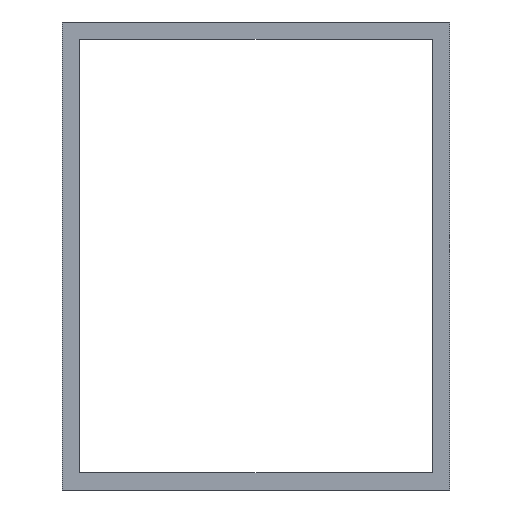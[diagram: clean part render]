
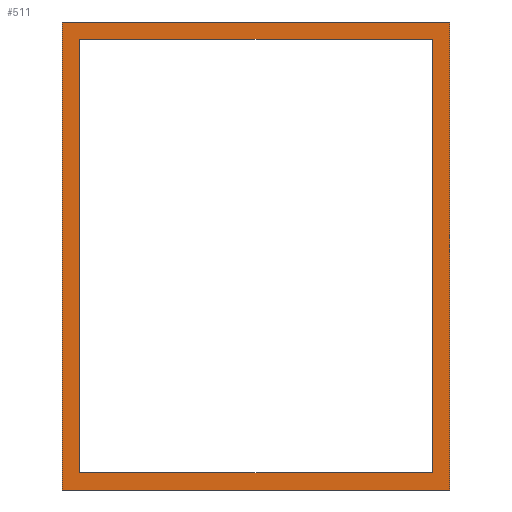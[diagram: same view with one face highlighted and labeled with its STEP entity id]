
A CAD part, front view. The second image highlights one B-rep face of the part: STEP entity #511.
In plain terms, the highlighted planar face has unit normal (0, -1, 0).
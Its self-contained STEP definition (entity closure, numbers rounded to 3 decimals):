
#15=FACE_BOUND('',#50,.T.);
#23=FACE_OUTER_BOUND('',#49,.T.);
#49=EDGE_LOOP('',(#369,#370,#371,#372));
#50=EDGE_LOOP('',(#373,#374,#375,#376));
#80=LINE('',#719,#152);
#83=LINE('',#725,#155);
#86=LINE('',#731,#158);
#88=LINE('',#734,#160);
#100=LINE('',#760,#172);
#101=LINE('',#762,#173);
#102=LINE('',#764,#174);
#103=LINE('',#765,#175);
#152=VECTOR('',#586,1000.);
#155=VECTOR('',#591,1000.);
#158=VECTOR('',#596,1000.);
#160=VECTOR('',#600,1000.);
#172=VECTOR('',#616,1000.);
#173=VECTOR('',#617,1000.);
#174=VECTOR('',#618,1000.);
#175=VECTOR('',#619,1000.);
#222=VERTEX_POINT('',#713);
#224=VERTEX_POINT('',#717);
#226=VERTEX_POINT('',#723);
#228=VERTEX_POINT('',#729);
#239=VERTEX_POINT('',#758);
#240=VERTEX_POINT('',#759);
#241=VERTEX_POINT('',#761);
#242=VERTEX_POINT('',#763);
#272=EDGE_CURVE('',#222,#224,#80,.T.);
#275=EDGE_CURVE('',#224,#226,#83,.T.);
#278=EDGE_CURVE('',#226,#228,#86,.T.);
#280=EDGE_CURVE('',#228,#222,#88,.T.);
#292=EDGE_CURVE('',#239,#240,#100,.T.);
#293=EDGE_CURVE('',#241,#239,#101,.T.);
#294=EDGE_CURVE('',#242,#241,#102,.T.);
#295=EDGE_CURVE('',#240,#242,#103,.T.);
#369=ORIENTED_EDGE('',*,*,#292,.F.);
#370=ORIENTED_EDGE('',*,*,#293,.F.);
#371=ORIENTED_EDGE('',*,*,#294,.F.);
#372=ORIENTED_EDGE('',*,*,#295,.F.);
#373=ORIENTED_EDGE('',*,*,#280,.T.);
#374=ORIENTED_EDGE('',*,*,#272,.T.);
#375=ORIENTED_EDGE('',*,*,#275,.T.);
#376=ORIENTED_EDGE('',*,*,#278,.T.);
#485=PLANE('',#551);
#511=ADVANCED_FACE('',(#23,#15),#485,.T.);
#551=AXIS2_PLACEMENT_3D('',#757,#614,#615);
#586=DIRECTION('',(1.,0.,0.));
#591=DIRECTION('',(0.,0.,-1.));
#596=DIRECTION('',(-1.,0.,0.));
#600=DIRECTION('',(0.,0.,1.));
#614=DIRECTION('center_axis',(0.,-1.,0.));
#615=DIRECTION('ref_axis',(0.,0.,-1.));
#616=DIRECTION('',(0.,0.,-1.));
#617=DIRECTION('',(1.,0.,0.));
#618=DIRECTION('',(0.,0.,1.));
#619=DIRECTION('',(-1.,0.,0.));
#713=CARTESIAN_POINT('',(-164.,0.,201.5));
#717=CARTESIAN_POINT('',(164.,0.,201.5));
#719=CARTESIAN_POINT('',(-164.,0.,201.5));
#723=CARTESIAN_POINT('',(164.,0.,-201.5));
#725=CARTESIAN_POINT('',(164.,0.,201.5));
#729=CARTESIAN_POINT('',(-164.,0.,-201.5));
#731=CARTESIAN_POINT('',(-164.,0.,-201.5));
#734=CARTESIAN_POINT('',(-164.,0.,201.5));
#757=CARTESIAN_POINT('Origin',(0.,0.,0.));
#758=CARTESIAN_POINT('',(180.,0.,217.5));
#759=CARTESIAN_POINT('',(180.,0.,-217.5));
#760=CARTESIAN_POINT('',(180.,0.,217.5));
#761=CARTESIAN_POINT('',(-180.,0.,217.5));
#762=CARTESIAN_POINT('',(-180.,0.,217.5));
#763=CARTESIAN_POINT('',(-180.,0.,-217.5));
#764=CARTESIAN_POINT('',(-180.,0.,217.5));
#765=CARTESIAN_POINT('',(-180.,0.,-217.5));
